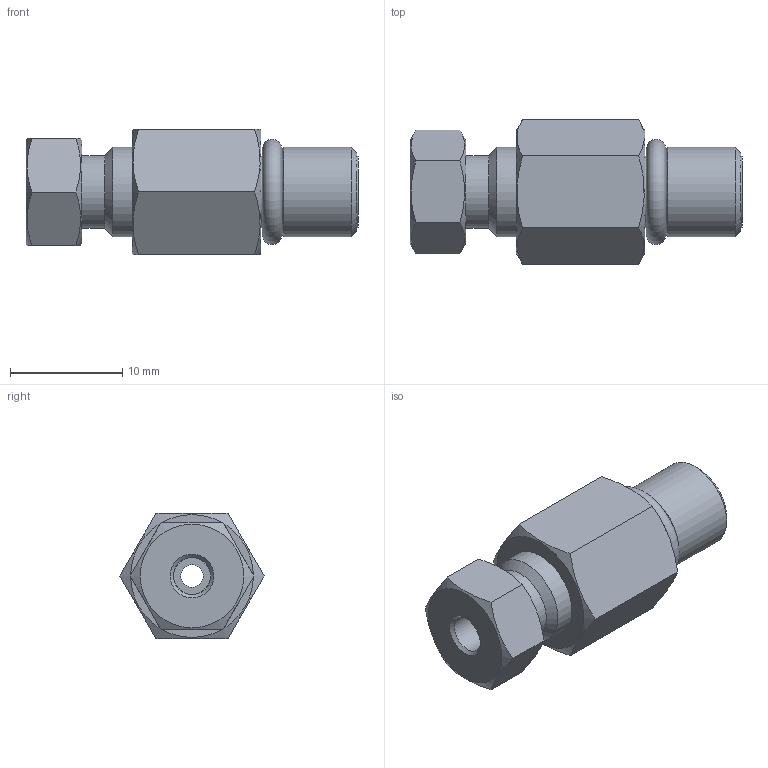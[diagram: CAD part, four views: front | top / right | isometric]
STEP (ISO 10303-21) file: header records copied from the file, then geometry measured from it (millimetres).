
FILE_DESCRIPTION((''),'2;1');
FILE_NAME('305243-ZAOR22 Internal adaptor.stp','2013-08-21T13:50:50',('Franzp'),(''),'Autodesk Inventor 2013','Autodesk Inventor 2013','');
FILE_SCHEMA(('AUTOMOTIVE_DESIGN { 1 0 10303 214 1 1 1 1 }'));
Length unit declared in the file: millimetre
Products named in the file (1): 305243_Shrinkwrap_1
Bounding box: 29.51 x 12.83 x 11.11 mm (x, y, z)
Surface area: 1624 mm2 (no closed solid volume)
Topology: 0 solids, 5 shells, 36 faces, 80 edges, 51 vertices
Faces by surface type: plane 19, cone 9, cylinder 7, torus 1
Full cylindrical faces by diameter (mm): 2.032 x1, 3.3 x1, 6.35 x2, 6.477 x1, 7.938 x2
Entity records: 970 total; most frequent: CARTESIAN_POINT 198, DIRECTION 140, ORIENTED_EDGE 118, AXIS2_PLACEMENT_3D 64, EDGE_CURVE 63, EDGE_LOOP 59, VERTEX_POINT 50, FACE_OUTER_BOUND 36
